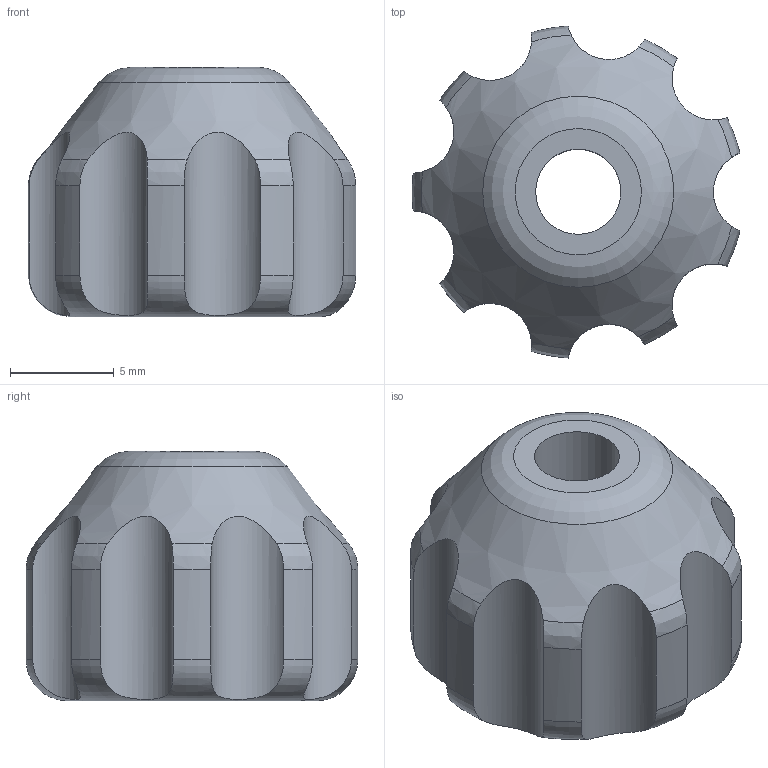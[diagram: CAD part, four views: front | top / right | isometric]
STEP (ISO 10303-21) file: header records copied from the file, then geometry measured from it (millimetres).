
FILE_DESCRIPTION(('FreeCAD Model'),'2;1');
FILE_NAME('Open CASCADE Shape Model','2021-12-21T21:51:46',('Author'),( ''),'Open CASCADE STEP processor 7.5','FreeCAD','Unknown');
FILE_SCHEMA(('AUTOMOTIVE_DESIGN { 1 0 10303 214 1 1 1 1 }'));
Length unit declared in the file: millimetre
Products named in the file (1): knob-tighter
Bounding box: 15.78 x 15.97 x 12 mm (x, y, z)
Volume: 1443.3 mm3; surface area: 995.1 mm2
Topology: 1 solids, 1 shells, 40 faces, 110 edges, 73 vertices
Faces by surface type: cylinder 19, bspline 9, plane 9, torus 2, cone 1
Full cylindrical faces by diameter (mm): 4.1 x1
Entity records: 8819 total; most frequent: CARTESIAN_POINT 7003, ORIENTED_EDGE 220, PCURVE 220, DEFINITIONAL_REPRESENTATION 220, DIRECTION 208, B_SPLINE_CURVE_WITH_KNOTS 184, EDGE_CURVE 110, LINE 108
